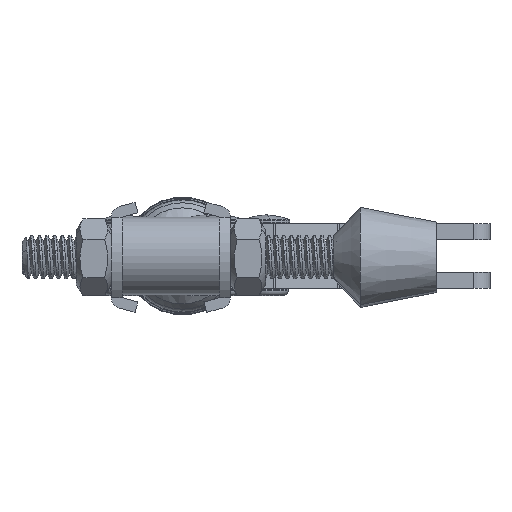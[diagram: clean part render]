
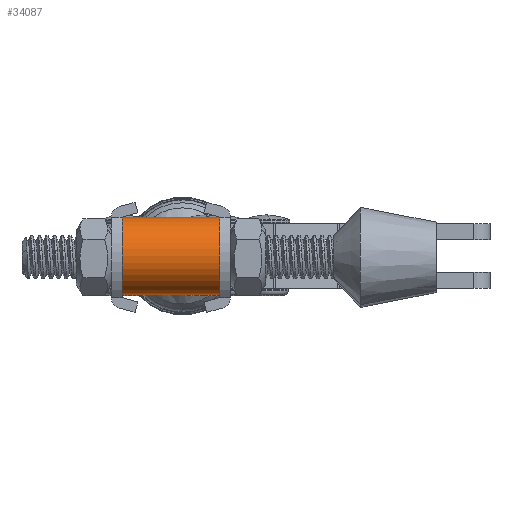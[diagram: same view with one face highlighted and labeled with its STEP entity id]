
A CAD part, left-side view. The second image highlights one B-rep face of the part: STEP entity #34087.
In plain terms, the highlighted cylindrical face has radius 7.2 mm (diameter 14.4 mm), a partial arc.
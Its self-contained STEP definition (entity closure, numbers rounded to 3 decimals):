
#1816 = DIRECTION ( 'NONE',  ( 0., -1., 0. ) ) ;
#1817 = VECTOR ( 'NONE', #1816, 1000. ) ;
#1818 = CARTESIAN_POINT ( 'NONE',  ( 0., 32., 7.2 ) ) ;
#1819 = LINE ( 'NONE', #1818, #1817 ) ;
#1820 = CARTESIAN_POINT ( 'NONE',  ( 0., 25.25, 7.2 ) ) ;
#1856 = CARTESIAN_POINT ( 'NONE',  ( 0., 7.25, 7.2 ) ) ;
#33768 = VERTEX_POINT ( 'NONE', #46936 ) ;
#33771 = EDGE_CURVE ( 'NONE', #33772, #33768, #46930, .T. ) ;
#33772 = VERTEX_POINT ( 'NONE', #46926 ) ;
#34087 = ADVANCED_FACE ( 'NONE', ( #34765 ), #34767, .T. ) ;
#34088 = EDGE_LOOP ( 'NONE', ( #34089, #34091, #34137, #34142 ) ) ;
#34089 = ORIENTED_EDGE ( 'NONE', *, *, #34090, .F. ) ;
#34090 = EDGE_CURVE ( 'NONE', #34291, #33768, #34800, .T. ) ;
#34091 = ORIENTED_EDGE ( 'NONE', *, *, #34270, .F. ) ;
#34137 = ORIENTED_EDGE ( 'NONE', *, *, #34141, .F. ) ;
#34141 = EDGE_CURVE ( 'NONE', #33772, #34268, #35024, .T. ) ;
#34142 = ORIENTED_EDGE ( 'NONE', *, *, #33771, .T. ) ;
#34268 = VERTEX_POINT ( 'NONE', #1820 ) ;
#34270 = EDGE_CURVE ( 'NONE', #34268, #34291, #1819, .T. ) ;
#34291 = VERTEX_POINT ( 'NONE', #1856 ) ;
#34765 = FACE_OUTER_BOUND ( 'NONE', #34088, .T. ) ;
#34767 = CYLINDRICAL_SURFACE ( 'NONE', #34819, 7.2 ) ;
#34796 = DIRECTION ( 'NONE',  ( 0., 0., -1. ) ) ;
#34797 = DIRECTION ( 'NONE',  ( 0., -1., 0. ) ) ;
#34798 = CARTESIAN_POINT ( 'NONE',  ( 0., 7.25, 0. ) ) ;
#34799 = AXIS2_PLACEMENT_3D ( 'NONE', #34798, #34797, #34796 ) ;
#34800 = CIRCLE ( 'NONE', #34799, 7.2 ) ;
#34801 = DIRECTION ( 'NONE',  ( 0., 0., -1. ) ) ;
#34802 = DIRECTION ( 'NONE',  ( 0., -1., 0. ) ) ;
#34818 = CARTESIAN_POINT ( 'NONE',  ( 0., 32., 0. ) ) ;
#34819 = AXIS2_PLACEMENT_3D ( 'NONE', #34818, #34802, #34801 ) ;
#35020 = DIRECTION ( 'NONE',  ( 0., 0., 1. ) ) ;
#35021 = DIRECTION ( 'NONE',  ( 0., 1., 0. ) ) ;
#35022 = CARTESIAN_POINT ( 'NONE',  ( 0., 25.25, 0. ) ) ;
#35023 = AXIS2_PLACEMENT_3D ( 'NONE', #35022, #35021, #35020 ) ;
#35024 = CIRCLE ( 'NONE', #35023, 7.2 ) ;
#46926 = CARTESIAN_POINT ( 'NONE',  ( 0., 25.25, -7.2 ) ) ;
#46927 = DIRECTION ( 'NONE',  ( 0., -1., 0. ) ) ;
#46928 = VECTOR ( 'NONE', #46927, 1000. ) ;
#46929 = CARTESIAN_POINT ( 'NONE',  ( 0., 32., -7.2 ) ) ;
#46930 = LINE ( 'NONE', #46929, #46928 ) ;
#46936 = CARTESIAN_POINT ( 'NONE',  ( 0., 7.25, -7.2 ) ) ;
